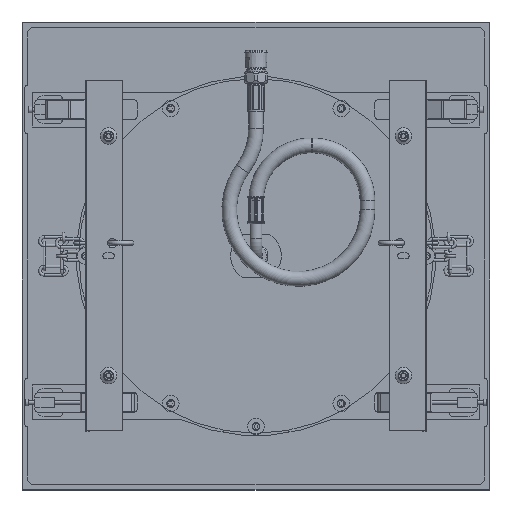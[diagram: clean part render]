
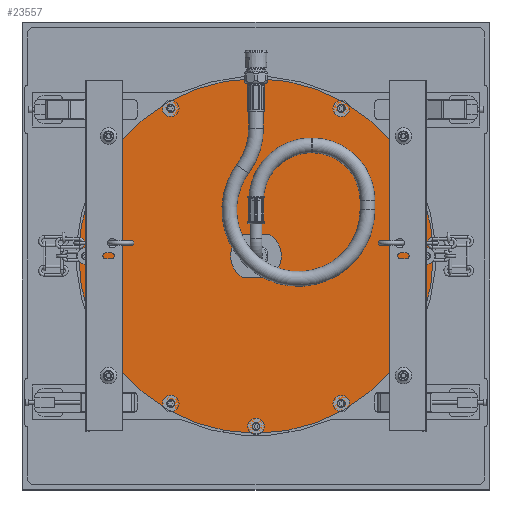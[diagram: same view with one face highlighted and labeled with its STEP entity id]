
A CAD part, top view. The second image highlights one B-rep face of the part: STEP entity #23557.
In plain terms, the highlighted planar face has unit normal (0, 0, 1).
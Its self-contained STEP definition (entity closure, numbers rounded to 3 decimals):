
#3701=PLANE('',#27151);
#6513=ORIENTED_EDGE('',*,*,#11905,.F.);
#6514=ORIENTED_EDGE('',*,*,#11906,.F.);
#6515=ORIENTED_EDGE('',*,*,#11907,.F.);
#6516=ORIENTED_EDGE('',*,*,#11908,.F.);
#6517=ORIENTED_EDGE('',*,*,#11909,.F.);
#6518=ORIENTED_EDGE('',*,*,#11910,.F.);
#6519=ORIENTED_EDGE('',*,*,#11911,.F.);
#6520=ORIENTED_EDGE('',*,*,#11912,.F.);
#6521=ORIENTED_EDGE('',*,*,#11913,.F.);
#6522=ORIENTED_EDGE('',*,*,#11914,.F.);
#6523=ORIENTED_EDGE('',*,*,#11915,.F.);
#6524=ORIENTED_EDGE('',*,*,#11916,.T.);
#6525=ORIENTED_EDGE('',*,*,#11917,.F.);
#6526=ORIENTED_EDGE('',*,*,#11918,.F.);
#11905=EDGE_CURVE('',#15253,#15253,#17809,.T.);
#11906=EDGE_CURVE('',#15254,#15254,#17810,.T.);
#11907=EDGE_CURVE('',#15255,#15255,#17811,.T.);
#11908=EDGE_CURVE('',#15256,#15256,#17812,.T.);
#11909=EDGE_CURVE('',#15257,#15257,#17813,.T.);
#11910=EDGE_CURVE('',#15258,#15258,#17814,.T.);
#11911=EDGE_CURVE('',#15259,#15259,#17815,.T.);
#11912=EDGE_CURVE('',#15260,#15260,#17816,.T.);
#11913=EDGE_CURVE('',#15261,#15261,#17817,.T.);
#11914=EDGE_CURVE('',#15262,#15262,#17818,.T.);
#11915=EDGE_CURVE('',#15263,#15263,#17819,.T.);
#11916=EDGE_CURVE('',#15264,#15264,#17820,.T.);
#11917=EDGE_CURVE('',#15265,#15265,#17821,.T.);
#11918=EDGE_CURVE('',#15266,#15266,#17822,.T.);
#15253=VERTEX_POINT('',#37991);
#15254=VERTEX_POINT('',#37993);
#15255=VERTEX_POINT('',#37995);
#15256=VERTEX_POINT('',#37997);
#15257=VERTEX_POINT('',#37999);
#15258=VERTEX_POINT('',#38001);
#15259=VERTEX_POINT('',#38003);
#15260=VERTEX_POINT('',#38005);
#15261=VERTEX_POINT('',#38007);
#15262=VERTEX_POINT('',#38009);
#15263=VERTEX_POINT('',#38011);
#15264=VERTEX_POINT('',#38013);
#15265=VERTEX_POINT('',#38015);
#15266=VERTEX_POINT('',#38017);
#17809=CIRCLE('',#27152,3.25);
#17810=CIRCLE('',#27153,3.25);
#17811=CIRCLE('',#27154,3.25);
#17812=CIRCLE('',#27155,3.25);
#17813=CIRCLE('',#27156,3.25);
#17814=CIRCLE('',#27157,3.25);
#17815=CIRCLE('',#27158,3.25);
#17816=CIRCLE('',#27159,3.25);
#17817=CIRCLE('',#27160,3.25);
#17818=CIRCLE('',#27161,3.25);
#17819=CIRCLE('',#27162,3.25);
#17820=CIRCLE('',#27163,192.5);
#17821=CIRCLE('',#27164,3.25);
#17822=CIRCLE('',#27165,22.904);
#19506=EDGE_LOOP('',(#6513));
#19507=EDGE_LOOP('',(#6514));
#19508=EDGE_LOOP('',(#6515));
#19509=EDGE_LOOP('',(#6516));
#19510=EDGE_LOOP('',(#6517));
#19511=EDGE_LOOP('',(#6518));
#19512=EDGE_LOOP('',(#6519));
#19513=EDGE_LOOP('',(#6520));
#19514=EDGE_LOOP('',(#6521));
#19515=EDGE_LOOP('',(#6522));
#19516=EDGE_LOOP('',(#6523));
#19517=EDGE_LOOP('',(#6524));
#19518=EDGE_LOOP('',(#6525));
#19519=EDGE_LOOP('',(#6526));
#21591=FACE_BOUND('',#19506,.T.);
#21592=FACE_BOUND('',#19507,.T.);
#21593=FACE_BOUND('',#19508,.T.);
#21594=FACE_BOUND('',#19509,.T.);
#21595=FACE_BOUND('',#19510,.T.);
#21596=FACE_BOUND('',#19511,.T.);
#21597=FACE_BOUND('',#19512,.T.);
#21598=FACE_BOUND('',#19513,.T.);
#21599=FACE_BOUND('',#19514,.T.);
#21600=FACE_BOUND('',#19515,.T.);
#21601=FACE_BOUND('',#19516,.T.);
#21602=FACE_BOUND('',#19517,.T.);
#21603=FACE_BOUND('',#19518,.T.);
#21604=FACE_BOUND('',#19519,.T.);
#23557=ADVANCED_FACE('',(#21591,#21592,#21593,#21594,#21595,#21596,#21597,
#21598,#21599,#21600,#21601,#21602,#21603,#21604),#3701,.T.);
#27151=AXIS2_PLACEMENT_3D('',#37989,#31088,#31089);
#27152=AXIS2_PLACEMENT_3D('',#37990,#31090,#31091);
#27153=AXIS2_PLACEMENT_3D('',#37992,#31092,#31093);
#27154=AXIS2_PLACEMENT_3D('',#37994,#31094,#31095);
#27155=AXIS2_PLACEMENT_3D('',#37996,#31096,#31097);
#27156=AXIS2_PLACEMENT_3D('',#37998,#31098,#31099);
#27157=AXIS2_PLACEMENT_3D('',#38000,#31100,#31101);
#27158=AXIS2_PLACEMENT_3D('',#38002,#31102,#31103);
#27159=AXIS2_PLACEMENT_3D('',#38004,#31104,#31105);
#27160=AXIS2_PLACEMENT_3D('',#38006,#31106,#31107);
#27161=AXIS2_PLACEMENT_3D('',#38008,#31108,#31109);
#27162=AXIS2_PLACEMENT_3D('',#38010,#31110,#31111);
#27163=AXIS2_PLACEMENT_3D('',#38012,#31112,#31113);
#27164=AXIS2_PLACEMENT_3D('',#38014,#31114,#31115);
#27165=AXIS2_PLACEMENT_3D('',#38016,#31116,#31117);
#31088=DIRECTION('',(0.,0.,1.));
#31089=DIRECTION('',(-0.866,-0.5,0.));
#31090=DIRECTION('',(0.,0.,1.));
#31091=DIRECTION('',(-0.5,-0.866,0.));
#31092=DIRECTION('',(0.,0.,1.));
#31093=DIRECTION('',(0.,-1.,0.));
#31094=DIRECTION('',(0.,0.,1.));
#31095=DIRECTION('',(0.5,-0.866,0.));
#31096=DIRECTION('',(0.,0.,1.));
#31097=DIRECTION('',(0.866,-0.5,0.));
#31098=DIRECTION('',(0.,0.,1.));
#31099=DIRECTION('',(1.,0.,0.));
#31100=DIRECTION('',(0.,0.,1.));
#31101=DIRECTION('',(0.866,0.5,0.));
#31102=DIRECTION('',(0.,0.,1.));
#31103=DIRECTION('',(0.5,0.866,0.));
#31104=DIRECTION('',(0.,0.,1.));
#31105=DIRECTION('',(0.,1.,0.));
#31106=DIRECTION('',(0.,0.,1.));
#31107=DIRECTION('',(-0.5,0.866,0.));
#31108=DIRECTION('',(0.,0.,1.));
#31109=DIRECTION('',(-0.866,0.5,0.));
#31110=DIRECTION('',(0.,0.,1.));
#31111=DIRECTION('',(-1.,0.,0.));
#31112=DIRECTION('',(0.,0.,1.));
#31113=DIRECTION('',(0.866,0.5,0.));
#31114=DIRECTION('',(0.,0.,1.));
#31115=DIRECTION('',(-0.866,-0.5,0.));
#31116=DIRECTION('',(0.,0.,1.));
#31117=DIRECTION('',(-0.866,-0.5,0.));
#37989=CARTESIAN_POINT('',(0.,0.,14.2));
#37990=CARTESIAN_POINT('',(-92.5,-160.215,14.2));
#37991=CARTESIAN_POINT('',(-94.125,-163.029,14.2));
#37992=CARTESIAN_POINT('',(0.,-185.,14.2));
#37993=CARTESIAN_POINT('',(0.,-188.25,14.2));
#37994=CARTESIAN_POINT('',(92.5,-160.215,14.2));
#37995=CARTESIAN_POINT('',(94.125,-163.029,14.2));
#37996=CARTESIAN_POINT('',(160.215,-92.5,14.2));
#37997=CARTESIAN_POINT('',(163.029,-94.125,14.2));
#37998=CARTESIAN_POINT('',(185.,0.,14.2));
#37999=CARTESIAN_POINT('',(188.25,0.,14.2));
#38000=CARTESIAN_POINT('',(160.215,92.5,14.2));
#38001=CARTESIAN_POINT('',(163.029,94.125,14.2));
#38002=CARTESIAN_POINT('',(92.5,160.215,14.2));
#38003=CARTESIAN_POINT('',(94.125,163.029,14.2));
#38004=CARTESIAN_POINT('',(0.,185.,14.2));
#38005=CARTESIAN_POINT('',(0.,188.25,14.2));
#38006=CARTESIAN_POINT('',(-92.5,160.215,14.2));
#38007=CARTESIAN_POINT('',(-94.125,163.029,14.2));
#38008=CARTESIAN_POINT('',(-160.215,92.5,14.2));
#38009=CARTESIAN_POINT('',(-163.029,94.125,14.2));
#38010=CARTESIAN_POINT('',(-185.,0.,14.2));
#38011=CARTESIAN_POINT('',(-188.25,0.,14.2));
#38012=CARTESIAN_POINT('',(0.,0.,14.2));
#38013=CARTESIAN_POINT('',(166.71,96.25,14.2));
#38014=CARTESIAN_POINT('',(-160.215,-92.5,14.2));
#38015=CARTESIAN_POINT('',(-163.029,-94.125,14.2));
#38016=CARTESIAN_POINT('',(0.,0.,
14.2));
#38017=CARTESIAN_POINT('',(-19.836,-11.452,14.2));
